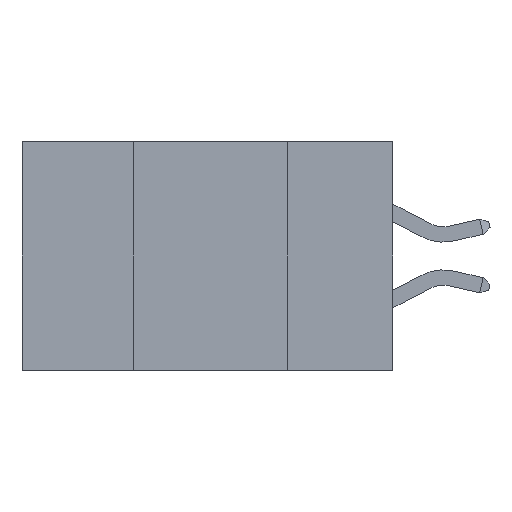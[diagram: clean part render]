
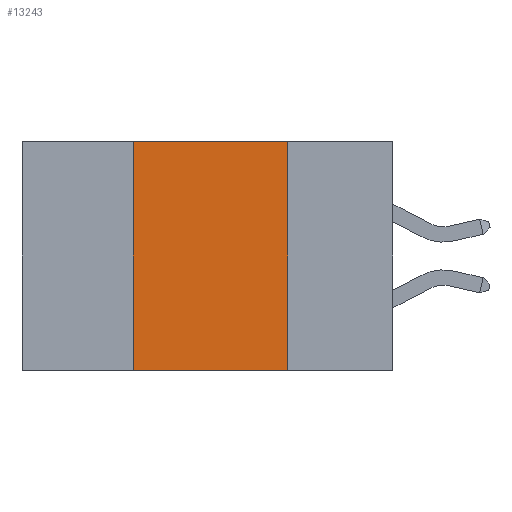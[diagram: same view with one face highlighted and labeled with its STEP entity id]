
A CAD part, left-side view. The second image highlights one B-rep face of the part: STEP entity #13243.
In plain terms, the highlighted planar face has unit normal (-1, 0, 0).
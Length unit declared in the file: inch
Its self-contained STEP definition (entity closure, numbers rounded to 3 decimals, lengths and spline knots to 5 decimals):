
#1524 = VECTOR ( 'NONE', #16994, 39.37008 ) ;
#1999 = LINE ( 'NONE', #12278, #19160 ) ;
#2163 = CARTESIAN_POINT ( 'NONE',  ( 0., 0.17, -0.37 ) ) ;
#2932 = DIRECTION ( 'NONE',  ( 0., 0., 1. ) ) ;
#3870 = DIRECTION ( 'NONE',  ( 1., 0., 0. ) ) ;
#4196 = PLANE ( 'NONE',  #23984 ) ;
#4590 = VERTEX_POINT ( 'NONE', #13769 ) ;
#7277 = EDGE_CURVE ( 'NONE', #23760, #8168, #18198, .T. ) ;
#7498 = ORIENTED_EDGE ( 'NONE', *, *, #26925, .F. ) ;
#8168 = VERTEX_POINT ( 'NONE', #23576 ) ;
#11447 = DIRECTION ( 'NONE',  ( 0., -1., 0. ) ) ;
#11460 = CARTESIAN_POINT ( 'NONE',  ( 0., 0.42, -0.37 ) ) ;
#11887 = ORIENTED_EDGE ( 'NONE', *, *, #26192, .T. ) ;
#12278 = CARTESIAN_POINT ( 'NONE',  ( 0., 0.17, 0. ) ) ;
#13243 = ADVANCED_FACE ( 'NONE', ( #26810 ), #4196, .F. ) ;
#13769 = CARTESIAN_POINT ( 'NONE',  ( 0., 0.17, 0. ) ) ;
#13942 = LINE ( 'NONE', #24131, #24512 ) ;
#16318 = CARTESIAN_POINT ( 'NONE',  ( 0., 0.42, 0. ) ) ;
#16994 = DIRECTION ( 'NONE',  ( 0., -1., 0. ) ) ;
#17852 = VECTOR ( 'NONE', #2932, 39.37008 ) ;
#18198 = LINE ( 'NONE', #16318, #17852 ) ;
#19018 = CARTESIAN_POINT ( 'NONE',  ( 0., 0.6, 0. ) ) ;
#19160 = VECTOR ( 'NONE', #22637, 39.37008 ) ;
#19621 = DIRECTION ( 'NONE',  ( 0., 0., -1. ) ) ;
#22131 = CARTESIAN_POINT ( 'NONE',  ( 0., 0.6, 0. ) ) ;
#22637 = DIRECTION ( 'NONE',  ( 0., 0., -1. ) ) ;
#23523 = EDGE_LOOP ( 'NONE', ( #30179, #7498, #32070, #11887 ) ) ;
#23576 = CARTESIAN_POINT ( 'NONE',  ( 0., 0.42, 0. ) ) ;
#23760 = VERTEX_POINT ( 'NONE', #11460 ) ;
#23842 = LINE ( 'NONE', #19018, #1524 ) ;
#23984 = AXIS2_PLACEMENT_3D ( 'NONE', #22131, #3870, #19621 ) ;
#24131 = CARTESIAN_POINT ( 'NONE',  ( 0., 0.6, -0.37 ) ) ;
#24512 = VECTOR ( 'NONE', #11447, 39.37008 ) ;
#25254 = EDGE_CURVE ( 'NONE', #4590, #28878, #1999, .T. ) ;
#26192 = EDGE_CURVE ( 'NONE', #23760, #28878, #13942, .T. ) ;
#26810 = FACE_OUTER_BOUND ( 'NONE', #23523, .T. ) ;
#26925 = EDGE_CURVE ( 'NONE', #8168, #4590, #23842, .T. ) ;
#28878 = VERTEX_POINT ( 'NONE', #2163 ) ;
#30179 = ORIENTED_EDGE ( 'NONE', *, *, #25254, .F. ) ;
#32070 = ORIENTED_EDGE ( 'NONE', *, *, #7277, .F. ) ;
